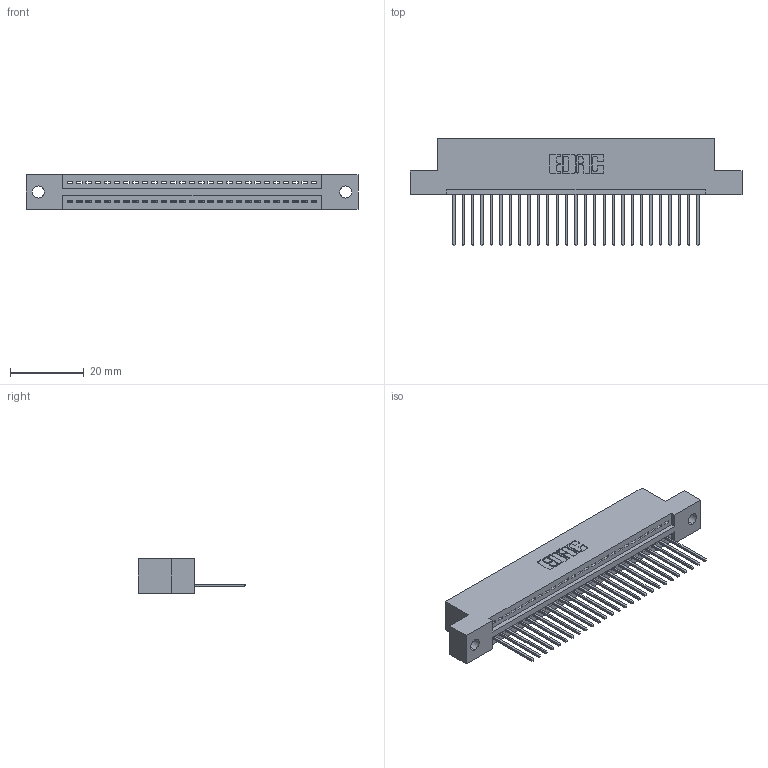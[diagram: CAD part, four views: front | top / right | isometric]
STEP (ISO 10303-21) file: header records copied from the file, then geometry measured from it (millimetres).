
FILE_DESCRIPTION (( 'STEP AP203' ), '1' );
FILE_NAME ('395-027-540-102.STEP', '2018-11-10T05:15:25', ( '' ), ( '' ), 'SwSTEP 2.0', 'SolidWorks 2016', '' );
FILE_SCHEMA (( 'CONFIG_CONTROL_DESIGN' ));
Length unit declared in the file: inch
Products named in the file (3): 395-027-540-102; 345-292-001_345-293-140; 345 Part_Flush Mounting Lugs - 0.128 Dia
Assembly tree (28 placements, depth 2):
  395-027-540-102
    345 Part_Flush Mounting Lugs - 0.128 Dia
    345-292-001_345-293-140  x27
Bounding box: 89.79 x 29.13 x 9.4 mm (x, y, z)
Volume: 8405.3 mm3; surface area: 10957.5 mm2
Topology: 28 solids, 28 shells, 1692 faces, 5093 edges, 3358 vertices
Faces by surface type: plane 1160, cylinder 532
Entity records: 22361 total; most frequent: CARTESIAN_POINT 3881, ORIENTED_EDGE 3842, DIRECTION 3411, EDGE_CURVE 1921, LINE 1681, VECTOR 1681, VERTEX_POINT 1278, AXIS2_PLACEMENT_3D 865
